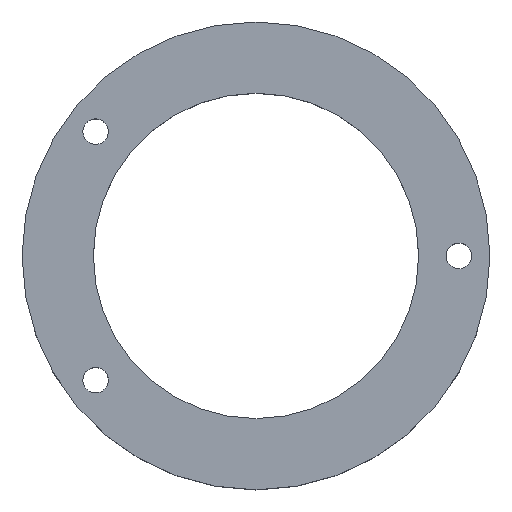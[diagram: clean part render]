
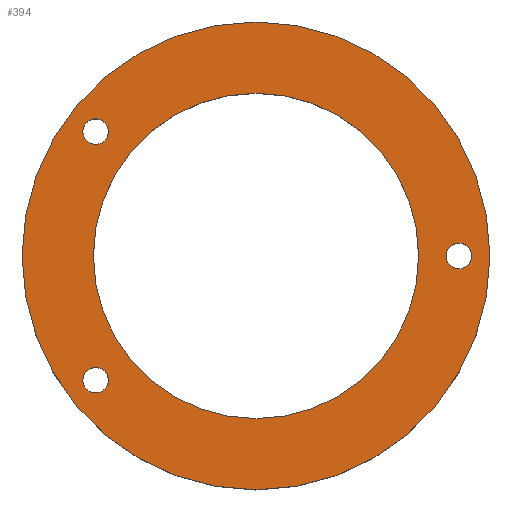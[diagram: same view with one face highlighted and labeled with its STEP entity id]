
A CAD part, top view. The second image highlights one B-rep face of the part: STEP entity #394.
In plain terms, the highlighted planar face has unit normal (0, 0, 1).
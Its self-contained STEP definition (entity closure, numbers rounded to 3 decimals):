
#6 = AXIS2_PLACEMENT_3D ( 'NONE', #265, #223, #197 ) ;
#9 = CARTESIAN_POINT ( 'NONE',  ( -21.933, -17.001, 13. ) ) ;
#13 = VERTEX_POINT ( 'NONE', #317 ) ;
#14 = EDGE_LOOP ( 'NONE', ( #237, #373 ) ) ;
#17 = CARTESIAN_POINT ( 'NONE',  ( -21.933, -17.001, 13. ) ) ;
#25 = FACE_BOUND ( 'NONE', #211, .T. ) ;
#28 = EDGE_CURVE ( 'NONE', #398, #289, #309, .T. ) ;
#35 = ORIENTED_EDGE ( 'NONE', *, *, #28, .F. ) ;
#39 = VERTEX_POINT ( 'NONE', #321 ) ;
#46 = CIRCLE ( 'NONE', #359, 1.75 ) ;
#49 = AXIS2_PLACEMENT_3D ( 'NONE', #191, #85, #227 ) ;
#51 = EDGE_CURVE ( 'NONE', #39, #215, #229, .T. ) ;
#53 = ORIENTED_EDGE ( 'NONE', *, *, #204, .F. ) ;
#55 = DIRECTION ( 'NONE',  ( 0., 0., 1. ) ) ;
#56 = AXIS2_PLACEMENT_3D ( 'NONE', #9, #297, #334 ) ;
#57 = CARTESIAN_POINT ( 'NONE',  ( 22.25, 0., 13. ) ) ;
#58 = DIRECTION ( 'NONE',  ( 1., 0., 0. ) ) ;
#62 = EDGE_LOOP ( 'NONE', ( #433, #112 ) ) ;
#64 = VERTEX_POINT ( 'NONE', #292 ) ;
#69 = PLANE ( 'NONE',  #346 ) ;
#74 = VERTEX_POINT ( 'NONE', #290 ) ;
#75 = EDGE_CURVE ( 'NONE', #13, #74, #447, .T. ) ;
#78 = DIRECTION ( 'NONE',  ( 0., 0., 1. ) ) ;
#79 = CARTESIAN_POINT ( 'NONE',  ( -21.933, 17.001, 13. ) ) ;
#83 = VERTEX_POINT ( 'NONE', #372 ) ;
#85 = DIRECTION ( 'NONE',  ( 0., 0., 1. ) ) ;
#102 = EDGE_CURVE ( 'NONE', #83, #421, #296, .T. ) ;
#108 = ORIENTED_EDGE ( 'NONE', *, *, #217, .F. ) ;
#109 = CARTESIAN_POINT ( 'NONE',  ( -22.25, 0., 13. ) ) ;
#110 = AXIS2_PLACEMENT_3D ( 'NONE', #200, #55, #270 ) ;
#112 = ORIENTED_EDGE ( 'NONE', *, *, #443, .T. ) ;
#117 = DIRECTION ( 'NONE',  ( 0., 0., 1. ) ) ;
#130 = FACE_BOUND ( 'NONE', #360, .T. ) ;
#133 = EDGE_CURVE ( 'NONE', #74, #13, #46, .T. ) ;
#143 = FACE_BOUND ( 'NONE', #269, .T. ) ;
#152 = AXIS2_PLACEMENT_3D ( 'NONE', #226, #117, #232 ) ;
#191 = CARTESIAN_POINT ( 'NONE',  ( 0., 0., 13. ) ) ;
#197 = DIRECTION ( 'NONE',  ( 1., 0., 0. ) ) ;
#200 = CARTESIAN_POINT ( 'NONE',  ( 27.75, 0., 13. ) ) ;
#204 = EDGE_CURVE ( 'NONE', #388, #64, #344, .T. ) ;
#211 = EDGE_LOOP ( 'NONE', ( #333, #422 ) ) ;
#215 = VERTEX_POINT ( 'NONE', #379 ) ;
#216 = AXIS2_PLACEMENT_3D ( 'NONE', #286, #78, #427 ) ;
#217 = EDGE_CURVE ( 'NONE', #64, #388, #347, .T. ) ;
#223 = DIRECTION ( 'NONE',  ( 0., 0., 1. ) ) ;
#225 = EDGE_CURVE ( 'NONE', #289, #398, #282, .T. ) ;
#226 = CARTESIAN_POINT ( 'NONE',  ( 0., 0., 13. ) ) ;
#227 = DIRECTION ( 'NONE',  ( 1., 0., 0. ) ) ;
#229 = CIRCLE ( 'NONE', #152, 32. ) ;
#232 = DIRECTION ( 'NONE',  ( 1., 0., 0. ) ) ;
#237 = ORIENTED_EDGE ( 'NONE', *, *, #133, .F. ) ;
#248 = DIRECTION ( 'NONE',  ( 0., 0., 1. ) ) ;
#252 = CARTESIAN_POINT ( 'NONE',  ( 29.5, 0., 13. ) ) ;
#260 = FACE_OUTER_BOUND ( 'NONE', #62, .T. ) ;
#264 = DIRECTION ( 'NONE',  ( 0., 0., 1. ) ) ;
#265 = CARTESIAN_POINT ( 'NONE',  ( -21.933, 17.001, 13. ) ) ;
#267 = CIRCLE ( 'NONE', #466, 1.75 ) ;
#269 = EDGE_LOOP ( 'NONE', ( #35, #413 ) ) ;
#270 = DIRECTION ( 'NONE',  ( 1., 0., 0. ) ) ;
#282 = CIRCLE ( 'NONE', #411, 22.25 ) ;
#286 = CARTESIAN_POINT ( 'NONE',  ( 0., 0., 13. ) ) ;
#289 = VERTEX_POINT ( 'NONE', #57 ) ;
#290 = CARTESIAN_POINT ( 'NONE',  ( -23.683, -17.001, 13. ) ) ;
#292 = CARTESIAN_POINT ( 'NONE',  ( 26., 0., 13. ) ) ;
#296 = CIRCLE ( 'NONE', #6, 1.75 ) ;
#297 = DIRECTION ( 'NONE',  ( 0., 0., 1. ) ) ;
#298 = DIRECTION ( 'NONE',  ( 0., 0., 1. ) ) ;
#303 = DIRECTION ( 'NONE',  ( 1., 0., 0. ) ) ;
#309 = CIRCLE ( 'NONE', #216, 22.25 ) ;
#311 = DIRECTION ( 'NONE',  ( 1., 0., 0. ) ) ;
#313 = FACE_BOUND ( 'NONE', #14, .T. ) ;
#317 = CARTESIAN_POINT ( 'NONE',  ( -20.183, -17.001, 13. ) ) ;
#321 = CARTESIAN_POINT ( 'NONE',  ( -32., 0., 13. ) ) ;
#333 = ORIENTED_EDGE ( 'NONE', *, *, #420, .F. ) ;
#334 = DIRECTION ( 'NONE',  ( 1., 0., 0. ) ) ;
#344 = CIRCLE ( 'NONE', #110, 1.75 ) ;
#346 = AXIS2_PLACEMENT_3D ( 'NONE', #463, #248, #311 ) ;
#347 = CIRCLE ( 'NONE', #391, 1.75 ) ;
#353 = CARTESIAN_POINT ( 'NONE',  ( -23.683, 17.001, 13. ) ) ;
#359 = AXIS2_PLACEMENT_3D ( 'NONE', #17, #455, #303 ) ;
#360 = EDGE_LOOP ( 'NONE', ( #108, #53 ) ) ;
#372 = CARTESIAN_POINT ( 'NONE',  ( -20.183, 17.001, 13. ) ) ;
#373 = ORIENTED_EDGE ( 'NONE', *, *, #75, .F. ) ;
#379 = CARTESIAN_POINT ( 'NONE',  ( 32., 0., 13. ) ) ;
#388 = VERTEX_POINT ( 'NONE', #252 ) ;
#391 = AXIS2_PLACEMENT_3D ( 'NONE', #415, #450, #452 ) ;
#394 = ADVANCED_FACE ( 'NONE', ( #313, #143, #260, #25, #130 ), #69, .T. ) ;
#398 = VERTEX_POINT ( 'NONE', #109 ) ;
#409 = DIRECTION ( 'NONE',  ( 1., 0., 0. ) ) ;
#411 = AXIS2_PLACEMENT_3D ( 'NONE', #448, #298, #58 ) ;
#413 = ORIENTED_EDGE ( 'NONE', *, *, #225, .F. ) ;
#415 = CARTESIAN_POINT ( 'NONE',  ( 27.75, 0., 13. ) ) ;
#420 = EDGE_CURVE ( 'NONE', #421, #83, #267, .T. ) ;
#421 = VERTEX_POINT ( 'NONE', #353 ) ;
#422 = ORIENTED_EDGE ( 'NONE', *, *, #102, .F. ) ;
#427 = DIRECTION ( 'NONE',  ( 1., 0., 0. ) ) ;
#433 = ORIENTED_EDGE ( 'NONE', *, *, #51, .T. ) ;
#443 = EDGE_CURVE ( 'NONE', #215, #39, #453, .T. ) ;
#447 = CIRCLE ( 'NONE', #56, 1.75 ) ;
#448 = CARTESIAN_POINT ( 'NONE',  ( 0., 0., 13. ) ) ;
#450 = DIRECTION ( 'NONE',  ( 0., 0., 1. ) ) ;
#452 = DIRECTION ( 'NONE',  ( 1., 0., 0. ) ) ;
#453 = CIRCLE ( 'NONE', #49, 32. ) ;
#455 = DIRECTION ( 'NONE',  ( 0., 0., 1. ) ) ;
#463 = CARTESIAN_POINT ( 'NONE',  ( 0., 0., 13. ) ) ;
#466 = AXIS2_PLACEMENT_3D ( 'NONE', #79, #264, #409 ) ;
